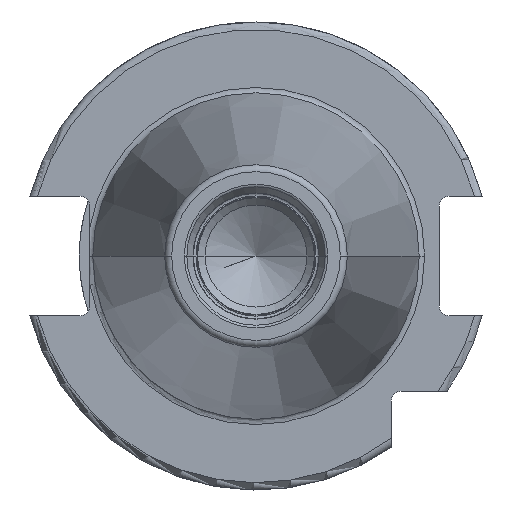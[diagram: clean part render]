
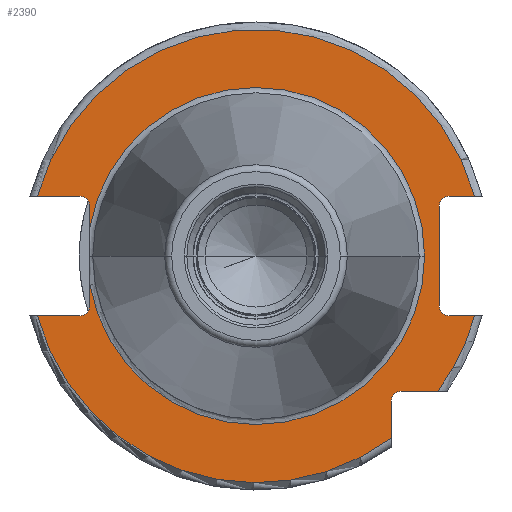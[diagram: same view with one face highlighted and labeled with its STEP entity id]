
A CAD part, left-side view. The second image highlights one B-rep face of the part: STEP entity #2390.
In plain terms, the highlighted planar face has unit normal (-1, 0, 0).
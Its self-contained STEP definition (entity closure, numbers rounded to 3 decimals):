
#105=CARTESIAN_POINT('',(3.2,22.55,-3.842));
#117=CARTESIAN_POINT('',(3.2,0.,0.));
#118=DIRECTION('',(-1.,0.,0.));
#119=DIRECTION('',(0.,0.986,-0.168));
#120=AXIS2_PLACEMENT_3D('',#117,#118,#119);
#142=CARTESIAN_POINT('',(3.2,23.9,-6.75));
#143=DIRECTION('',(1.,0.,0.));
#144=DIRECTION('',(0.,-1.,0.));
#145=AXIS2_PLACEMENT_3D('',#142,#143,#144);
#199=CARTESIAN_POINT('',(3.2,23.9,6.75));
#200=DIRECTION('',(1.,0.,0.));
#201=DIRECTION('',(0.,0.,1.));
#202=AXIS2_PLACEMENT_3D('',#199,#200,#201);
#244=CARTESIAN_POINT('',(3.2,-26.2,6.75));
#245=DIRECTION('',(1.,0.,0.));
#246=DIRECTION('',(0.,1.,0.));
#247=AXIS2_PLACEMENT_3D('',#244,#245,#246);
#454=CARTESIAN_POINT('',(3.2,-26.2,-6.75));
#455=DIRECTION('',(1.,0.,0.));
#456=DIRECTION('',(0.,0.,-1.));
#457=AXIS2_PLACEMENT_3D('',#454,#455,#456);
#521=DIRECTION('',(0.,0.,-1.));
#522=VECTOR('',#521,2.908);
#523=CARTESIAN_POINT('',(3.2,22.55,6.75));
#524=LINE('',#523,#522);
#525=DIRECTION('',(0.,-1.,0.));
#526=VECTOR('',#525,5.777);
#527=CARTESIAN_POINT('',(3.2,29.677,8.1));
#528=LINE('',#527,#526);
#529=CARTESIAN_POINT('',(3.2,0.,0.));
#530=DIRECTION('',(1.,0.,0.));
#531=DIRECTION('',(0.,0.965,0.263));
#532=AXIS2_PLACEMENT_3D('',#529,#530,#531);
#534=DIRECTION('',(0.,1.,0.));
#535=VECTOR('',#534,3.477);
#536=CARTESIAN_POINT('',(3.2,-29.677,8.1));
#537=LINE('',#536,#535);
#538=DIRECTION('',(0.,0.,1.));
#539=VECTOR('',#538,13.5);
#540=CARTESIAN_POINT('',(3.2,-24.85,-6.75));
#541=LINE('',#540,#539);
#542=DIRECTION('',(0.,1.,0.));
#543=VECTOR('',#542,3.477);
#544=CARTESIAN_POINT('',(3.2,-29.677,-8.1));
#545=LINE('',#544,#543);
#546=CARTESIAN_POINT('',(3.2,0.,0.));
#547=DIRECTION('',(-1.,0.,0.));
#548=DIRECTION('',(0.,-0.803,-0.597));
#549=AXIS2_PLACEMENT_3D('',#546,#547,#548);
#551=DIRECTION('',(0.,-1.,0.));
#552=VECTOR('',#551,4.99);
#553=CARTESIAN_POINT('',(3.2,-19.7,-18.35));
#554=LINE('',#553,#552);
#555=DIRECTION('',(0.,0.,1.));
#556=VECTOR('',#555,4.99);
#557=CARTESIAN_POINT('',(3.2,-18.35,-24.69));
#558=LINE('',#557,#556);
#559=CARTESIAN_POINT('',(3.2,0.,0.));
#560=DIRECTION('',(-1.,0.,0.));
#561=DIRECTION('',(0.,0.965,-0.263));
#562=AXIS2_PLACEMENT_3D('',#559,#560,#561);
#564=DIRECTION('',(0.,-1.,0.));
#565=VECTOR('',#564,5.777);
#566=CARTESIAN_POINT('',(3.2,29.677,-8.1));
#567=LINE('',#566,#565);
#568=DIRECTION('',(0.,0.,-1.));
#569=VECTOR('',#568,2.908);
#570=CARTESIAN_POINT('',(3.2,22.55,-3.842));
#571=LINE('',#570,#569);
#581=CARTESIAN_POINT('',(3.2,29.677,8.1));
#588=CARTESIAN_POINT('',(3.2,-29.677,8.1));
#1008=CARTESIAN_POINT('',(3.2,29.677,-8.1));
#1044=CARTESIAN_POINT('',(3.2,-29.677,-8.1));
#1071=CARTESIAN_POINT('',(3.2,-19.7,-19.7));
#1072=DIRECTION('',(1.,0.,0.));
#1073=DIRECTION('',(0.,1.,0.));
#1074=AXIS2_PLACEMENT_3D('',#1071,#1072,#1073);
#1142=CARTESIAN_POINT('',(3.2,22.55,3.842));
#1153=CARTESIAN_POINT('',(3.2,0.,0.));
#1154=DIRECTION('',(1.,0.,0.));
#1155=DIRECTION('',(0.,0.986,0.168));
#1156=AXIS2_PLACEMENT_3D('',#1153,#1154,#1155);
#1376=CARTESIAN_POINT('',(3.2,-22.875,0.));
#1378=VERTEX_POINT('',#1376);
#1518=VERTEX_POINT('',#1142);
#1520=VERTEX_POINT('',#105);
#1523=VERTEX_POINT('',#581);
#1524=VERTEX_POINT('',#588);
#1527=VERTEX_POINT('',#1008);
#1528=VERTEX_POINT('',#1044);
#1543=CARTESIAN_POINT('',(3.2,-18.35,-24.69));
#1544=VERTEX_POINT('',#1543);
#1546=CARTESIAN_POINT('',(3.2,23.9,-8.1));
#1548=VERTEX_POINT('',#1546);
#1550=CARTESIAN_POINT('',(3.2,23.9,8.1));
#1552=VERTEX_POINT('',#1550);
#1554=CARTESIAN_POINT('',(3.2,-24.85,-6.75));
#1556=VERTEX_POINT('',#1554);
#1558=CARTESIAN_POINT('',(3.2,-26.2,-8.1));
#1560=VERTEX_POINT('',#1558);
#1562=CARTESIAN_POINT('',(3.2,-26.2,8.1));
#1564=VERTEX_POINT('',#1562);
#1566=CARTESIAN_POINT('',(3.2,-24.85,6.75));
#1568=VERTEX_POINT('',#1566);
#1575=CARTESIAN_POINT('',(3.2,22.55,6.75));
#1576=VERTEX_POINT('',#1575);
#1577=CARTESIAN_POINT('',(3.2,22.55,-6.75));
#1578=VERTEX_POINT('',#1577);
#1579=CARTESIAN_POINT('',(3.2,-19.7,-18.35));
#1580=CARTESIAN_POINT('',(3.2,-24.69,-18.35));
#1581=VERTEX_POINT('',#1579);
#1582=VERTEX_POINT('',#1580);
#1583=CARTESIAN_POINT('',(3.2,-18.35,-19.7));
#1584=VERTEX_POINT('',#1583);
#2357=CARTESIAN_POINT('',(3.2,0.,0.));
#2358=DIRECTION('',(1.,0.,0.));
#2359=DIRECTION('',(0.,-1.,0.));
#2360=AXIS2_PLACEMENT_3D('',#2357,#2358,#2359);
#2361=PLANE('',#2360);
#2362=ORIENTED_EDGE('',*,*,#1814,.F.);
#2363=ORIENTED_EDGE('',*,*,#1900,.F.);
#2364=ORIENTED_EDGE('',*,*,#1935,.F.);
#2366=ORIENTED_EDGE('',*,*,#2365,.T.);
#2367=ORIENTED_EDGE('',*,*,#1961,.T.);
#2368=ORIENTED_EDGE('',*,*,#1997,.F.);
#2369=ORIENTED_EDGE('',*,*,#2013,.F.);
#2370=ORIENTED_EDGE('',*,*,#2256,.F.);
#2371=ORIENTED_EDGE('',*,*,#2290,.F.);
#2373=ORIENTED_EDGE('',*,*,#2372,.F.);
#2375=ORIENTED_EDGE('',*,*,#2374,.F.);
#2377=ORIENTED_EDGE('',*,*,#2376,.F.);
#2379=ORIENTED_EDGE('',*,*,#2378,.F.);
#2381=ORIENTED_EDGE('',*,*,#2380,.F.);
#2382=ORIENTED_EDGE('',*,*,#2330,.T.);
#2383=ORIENTED_EDGE('',*,*,#1832,.F.);
#2384=ORIENTED_EDGE('',*,*,#1819,.F.);
#2385=ORIENTED_EDGE('',*,*,#1786,.T.);
#2387=ORIENTED_EDGE('',*,*,#2386,.F.);
#2388=EDGE_LOOP('',(#2362,#2363,#2364,#2366,#2367,#2368,#2369,#2370,#2371,#2373,
#2375,#2377,#2379,#2381,#2382,#2383,#2384,#2385,#2387));
#2389=FACE_OUTER_BOUND('',#2388,.F.);
#2390=ADVANCED_FACE('',(#2389),#2361,.F.);
#121=CIRCLE('',#120,22.875);
#146=CIRCLE('',#145,1.35);
#203=CIRCLE('',#202,1.35);
#248=CIRCLE('',#247,1.35);
#458=CIRCLE('',#457,1.35);
#533=CIRCLE('',#532,30.763);
#550=CIRCLE('',#549,30.763);
#563=CIRCLE('',#562,30.763);
#1075=CIRCLE('',#1074,1.35);
#1157=CIRCLE('',#1156,22.875);
#1786=EDGE_CURVE('',#1520,#1378,#121,.T.);
#1814=EDGE_CURVE('',#1576,#1518,#524,.T.);
#1819=EDGE_CURVE('',#1520,#1578,#571,.T.);
#1832=EDGE_CURVE('',#1578,#1548,#146,.T.);
#1900=EDGE_CURVE('',#1552,#1576,#203,.T.);
#1935=EDGE_CURVE('',#1523,#1552,#528,.T.);
#1961=EDGE_CURVE('',#1524,#1564,#537,.T.);
#1997=EDGE_CURVE('',#1568,#1564,#248,.T.);
#2013=EDGE_CURVE('',#1556,#1568,#541,.T.);
#2256=EDGE_CURVE('',#1560,#1556,#458,.T.);
#2290=EDGE_CURVE('',#1528,#1560,#545,.T.);
#2330=EDGE_CURVE('',#1527,#1548,#567,.T.);
#2365=EDGE_CURVE('',#1523,#1524,#533,.T.);
#2372=EDGE_CURVE('',#1582,#1528,#550,.T.);
#2374=EDGE_CURVE('',#1581,#1582,#554,.T.);
#2376=EDGE_CURVE('',#1584,#1581,#1075,.T.);
#2378=EDGE_CURVE('',#1544,#1584,#558,.T.);
#2380=EDGE_CURVE('',#1527,#1544,#563,.T.);
#2386=EDGE_CURVE('',#1518,#1378,#1157,.T.);
